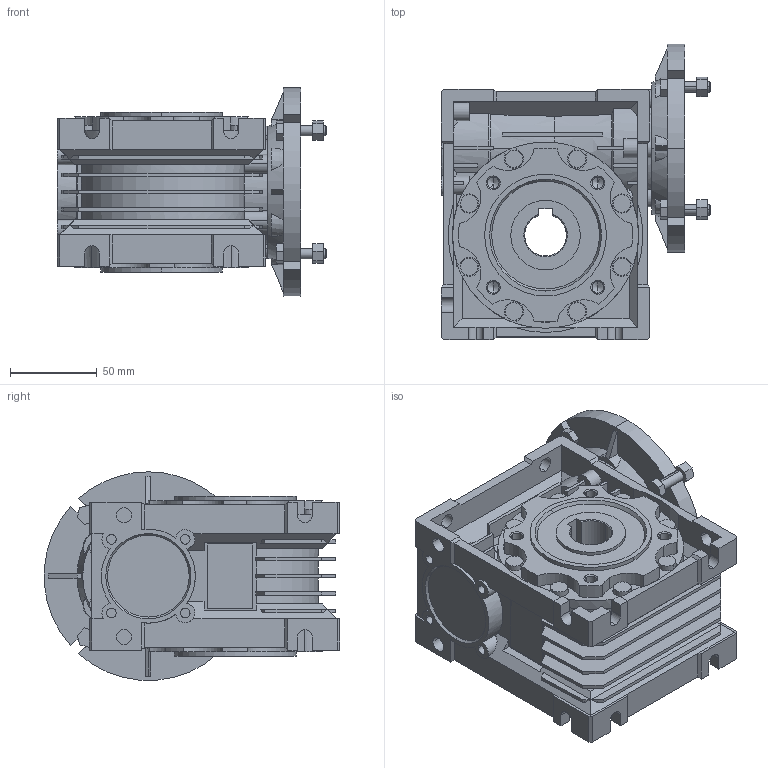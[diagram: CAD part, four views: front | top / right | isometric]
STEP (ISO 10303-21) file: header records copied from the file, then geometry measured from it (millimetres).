
FILE_DESCRIPTION (( 'STEP AP214' ), '1' );
FILE_NAME ('PMRV050_80_B14.STEP', '2018-05-29T11:05:39', ( 'admin' ), ( '' ), 'SwSTEP 2.0', 'SolidWorks 2018', '' );
FILE_SCHEMA (( 'AUTOMOTIVE_DESIGN' ));
Length unit declared in the file: millimetre
Products named in the file (1): PMRV050_80_B14
Bounding box: 155 x 169.8 x 119.8 mm (x, y, z)
Volume: 1089324.8 mm3; surface area: 240904.9 mm2
Topology: 4 solids, 9 shells, 1044 faces, 2778 edges, 1794 vertices
Faces by surface type: plane 618, cylinder 308, cone 114, torus 4
Entity records: 33889 total; most frequent: CARTESIAN_POINT 7653, ORIENTED_EDGE 5524, DIRECTION 5460, EDGE_CURVE 2762, AXIS2_PLACEMENT_3D 1907, VERTEX_POINT 1794, VECTOR 1646, LINE 1646
